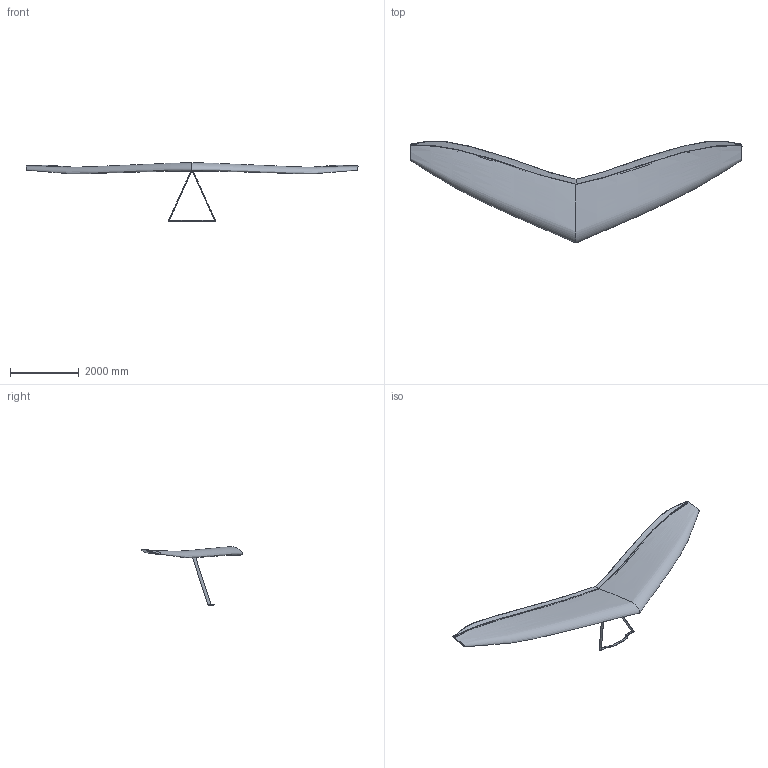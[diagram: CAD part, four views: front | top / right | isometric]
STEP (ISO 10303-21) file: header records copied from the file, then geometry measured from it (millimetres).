
FILE_DESCRIPTION(/* description */ ('STEP AP214'),/* implementation_level */ '2;1');
FILE_NAME(/* name */ '601e5ec4315aed15e8800371',/* time_stamp */ '2021-02-06T09:17:57+00:00',/* author */ (''),/* organization */ (''),/* preprocessor_version */ 'ST-DEVELOPER v18.1',/* originating_system */ ' ',/* authorisation */ ' ');
FILE_SCHEMA (('AUTOMOTIVE_DESIGN {1 0 10303 214 3 1 1}'));
Length unit declared in the file: metre
Products named in the file (2): Part 1; Part 2
Bounding box: 9664.23 x 2964.06 x 1703.3 mm (x, y, z)
Volume: 1274308351.1 mm3; surface area: 30029026 mm2
Topology: 2 solids, 2 shells, 50 faces, 105 edges, 57 vertices
Faces by surface type: bspline 46, plane 4
Entity records: 19408 total; most frequent: CARTESIAN_POINT 18601, ORIENTED_EDGE 210, EDGE_CURVE 105, B_SPLINE_CURVE_WITH_KNOTS 79, VERTEX_POINT 57, EDGE_LOOP 50, FACE_BOUND 50, ADVANCED_FACE 50
